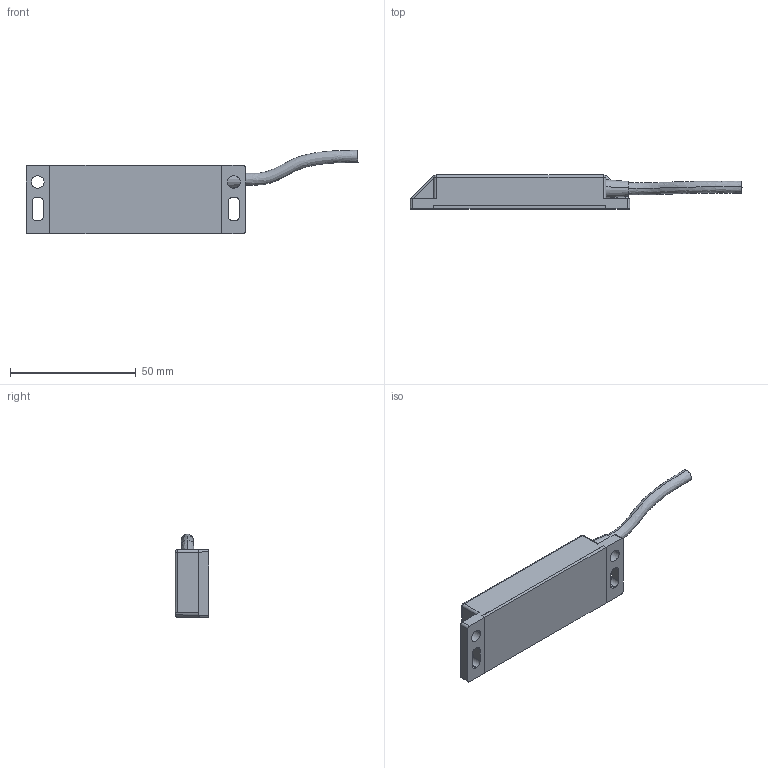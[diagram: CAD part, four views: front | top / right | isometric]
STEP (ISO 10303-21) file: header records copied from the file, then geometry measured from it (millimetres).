
FILE_DESCRIPTION (( 'STEP AP214' ), '1' );
FILE_NAME ('MS7-Red ABS Switch with Cable.STEP', '2018-01-11T15:03:24', ( '' ), ( '' ), 'SwSTEP 2.0', 'SolidWorks 2013', '' );
FILE_SCHEMA (( 'AUTOMOTIVE_DESIGN' ));
Length unit declared in the file: millimetre
Products named in the file (5): 150.008 (cable 6 core); 103.121 (Grommet 4.5mm) ver 2; 357.700 (MS7 Red Lid); 357.703 (MS7 Switch Red); MS7-Red ABS Switch with Cable
Assembly tree (4 placements, depth 2):
  MS7-Red ABS Switch with Cable
    357.703 (MS7 Switch Red)
    357.700 (MS7 Red Lid)
    103.121 (Grommet 4.5mm) ver 2
    150.008 (cable 6 core)
Bounding box: 132.24 x 13.5 x 33.23 mm (x, y, z)
Volume: 11564.9 mm3; surface area: 15265.3 mm2
Topology: 4 solids, 4 shells, 132 faces, 339 edges, 220 vertices
Faces by surface type: plane 71, cylinder 50, sphere 5, cone 2, torus 2, bspline 2
Entity records: 5589 total; most frequent: CARTESIAN_POINT 954, ORIENTED_EDGE 678, DIRECTION 668, EDGE_CURVE 339, VECTOR 224, LINE 224, AXIS2_PLACEMENT_3D 222, VERTEX_POINT 220
